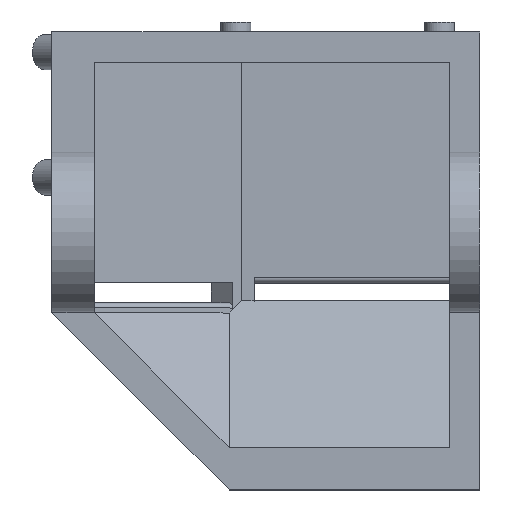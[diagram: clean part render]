
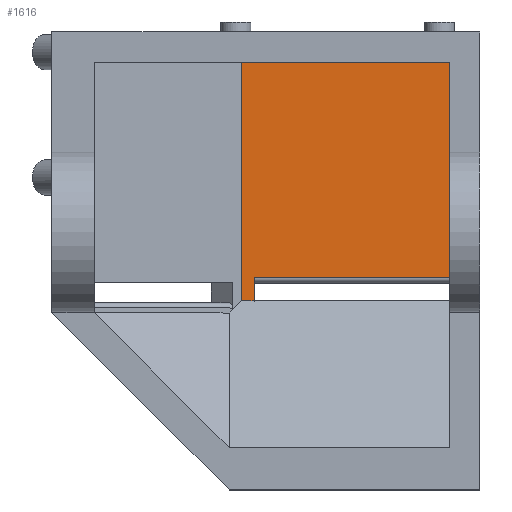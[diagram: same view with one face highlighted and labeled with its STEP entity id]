
A CAD part, top view. The second image highlights one B-rep face of the part: STEP entity #1616.
In plain terms, the highlighted planar face has unit normal (0, 0, 1).
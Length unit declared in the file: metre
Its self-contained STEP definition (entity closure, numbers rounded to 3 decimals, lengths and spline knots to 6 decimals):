
#249=ORIENTED_EDGE('',*,*,#644,.T.);
#250=ORIENTED_EDGE('',*,*,#645,.T.);
#251=ORIENTED_EDGE('',*,*,#624,.T.);
#252=ORIENTED_EDGE('',*,*,#566,.T.);
#253=ORIENTED_EDGE('',*,*,#638,.F.);
#254=ORIENTED_EDGE('',*,*,#643,.T.);
#566=EDGE_CURVE('',#766,#769,#925,.T.);
#624=EDGE_CURVE('',#823,#766,#964,.T.);
#638=EDGE_CURVE('',#835,#769,#974,.T.);
#643=EDGE_CURVE('',#835,#837,#979,.T.);
#644=EDGE_CURVE('',#837,#838,#980,.T.);
#645=EDGE_CURVE('',#838,#823,#981,.F.);
#766=VERTEX_POINT('',#2468);
#769=VERTEX_POINT('',#2474);
#823=VERTEX_POINT('',#2593);
#835=VERTEX_POINT('',#2620);
#837=VERTEX_POINT('',#2628);
#838=VERTEX_POINT('',#2632);
#925=LINE('',#2475,#1036);
#964=LINE('',#2592,#1075);
#974=LINE('',#2621,#1085);
#979=LINE('',#2629,#1090);
#980=LINE('',#2631,#1091);
#981=LINE('',#2633,#1092);
#1036=VECTOR('',#1949,1.);
#1075=VECTOR('',#2038,1.);
#1085=VECTOR('',#2060,1.);
#1090=VECTOR('',#2067,1.);
#1091=VECTOR('',#2070,1.);
#1092=VECTOR('',#2071,1.);
#1176=EDGE_LOOP('',(#249,#250,#251,#252,#253,#254));
#1377=FACE_BOUND('',#1176,.T.);
#1551=PLANE('',#1765);
#1616=ADVANCED_FACE('',(#1377),#1551,.T.);
#1765=AXIS2_PLACEMENT_3D('',#2630,#2068,#2069);
#1949=DIRECTION('',(-1.,0.,0.));
#2038=DIRECTION('',(0.,1.,0.));
#2060=DIRECTION('',(0.,1.,0.));
#2067=DIRECTION('',(1.,0.,0.));
#2068=DIRECTION('',(0.,0.,1.));
#2069=DIRECTION('',(1.,0.,0.));
#2070=DIRECTION('',(0.,1.,0.));
#2071=DIRECTION('',(-1.,0.,0.));
#2468=CARTESIAN_POINT('',(0.039678,-0.003,-0.014678));
#2474=CARTESIAN_POINT('',(0.01892,-0.003,-0.014678));
#2475=CARTESIAN_POINT('',(0.030799,-0.003,-0.014678));
#2592=CARTESIAN_POINT('',(0.039678,-0.028,-0.014678));
#2593=CARTESIAN_POINT('',(0.039678,-0.0245,-0.014678));
#2620=CARTESIAN_POINT('',(0.01892,-0.026757,-0.014678));
#2621=CARTESIAN_POINT('',(0.01892,-0.028,-0.014678));
#2628=CARTESIAN_POINT('',(0.020178,-0.026757,-0.014678));
#2629=CARTESIAN_POINT('',(0.017676,-0.026757,-0.014678));
#2630=CARTESIAN_POINT('',(0.030799,-0.028,-0.014678));
#2631=CARTESIAN_POINT('',(0.020178,-0.026,-0.014678));
#2632=CARTESIAN_POINT('',(0.020178,-0.0245,-0.014678));
#2633=CARTESIAN_POINT('',(0.030799,-0.0245,-0.014678));
